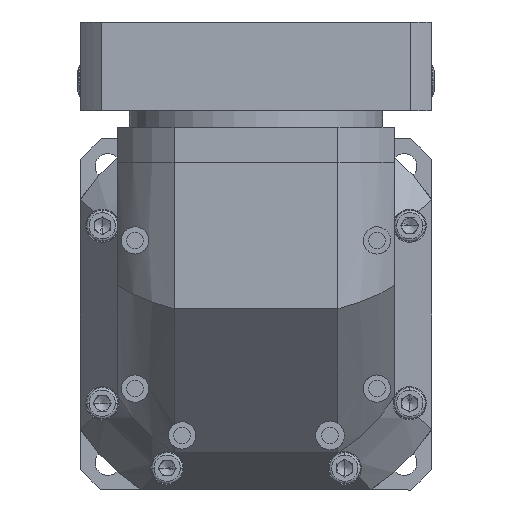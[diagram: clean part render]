
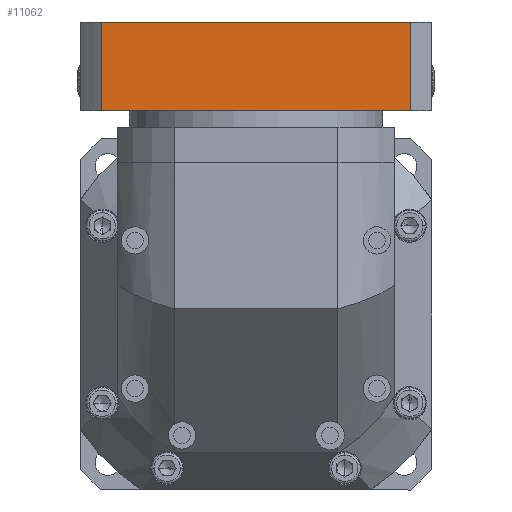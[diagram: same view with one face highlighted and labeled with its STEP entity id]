
A CAD part, left-side view. The second image highlights one B-rep face of the part: STEP entity #11062.
In plain terms, the highlighted planar face has unit normal (-1, 0, 0).
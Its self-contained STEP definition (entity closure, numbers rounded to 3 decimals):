
#20 = DIRECTION ( 'NONE',  ( 1., 0., 0. ) ) ;
#493 = DIRECTION ( 'NONE',  ( 0., 1., 0. ) ) ;
#734 = EDGE_CURVE ( 'NONE', #25066, #25684, #19080, .T. ) ;
#1981 = EDGE_CURVE ( 'NONE', #21066, #18355, #26952, .T. ) ;
#5390 = LINE ( 'NONE', #26545, #17564 ) ;
#5970 = CARTESIAN_POINT ( 'NONE',  ( -253., 0., 150. ) ) ;
#7608 = VECTOR ( 'NONE', #493, 1000. ) ;
#8287 = DIRECTION ( 'NONE',  ( 0., -1., 0. ) ) ;
#9355 = DIRECTION ( 'NONE',  ( 0., 0., -1. ) ) ;
#9849 = CARTESIAN_POINT ( 'NONE',  ( -253., 79.373, 104.5 ) ) ;
#11062 = ADVANCED_FACE ( 'NONE', ( #23153 ), #27548, .F. ) ;
#11256 = LINE ( 'NONE', #25414, #12678 ) ;
#11695 = ORIENTED_EDGE ( 'NONE', *, *, #734, .F. ) ;
#12678 = VECTOR ( 'NONE', #9355, 1000. ) ;
#14195 = CARTESIAN_POINT ( 'NONE',  ( -253., -79.373, 104.5 ) ) ;
#14235 = CARTESIAN_POINT ( 'NONE',  ( -253., -87.617, 104.5 ) ) ;
#16072 = DIRECTION ( 'NONE',  ( 0., -1., 0. ) ) ;
#17328 = AXIS2_PLACEMENT_3D ( 'NONE', #22915, #20, #16072 ) ;
#17564 = VECTOR ( 'NONE', #24221, 1000. ) ;
#18027 = EDGE_CURVE ( 'NONE', #18355, #25066, #11256, .T. ) ;
#18355 = VERTEX_POINT ( 'NONE', #27319 ) ;
#19080 = LINE ( 'NONE', #14235, #7608 ) ;
#20808 = VECTOR ( 'NONE', #8287, 1000. ) ;
#21066 = VERTEX_POINT ( 'NONE', #22907 ) ;
#21297 = ORIENTED_EDGE ( 'NONE', *, *, #18027, .F. ) ;
#22907 = CARTESIAN_POINT ( 'NONE',  ( -253., 79.373, 150. ) ) ;
#22915 = CARTESIAN_POINT ( 'NONE',  ( -253., -87.617, 104.5 ) ) ;
#22982 = EDGE_LOOP ( 'NONE', ( #11695, #21297, #23157, #26138 ) ) ;
#23153 = FACE_OUTER_BOUND ( 'NONE', #22982, .T. ) ;
#23157 = ORIENTED_EDGE ( 'NONE', *, *, #1981, .F. ) ;
#24221 = DIRECTION ( 'NONE',  ( 0., 0., 1. ) ) ;
#25066 = VERTEX_POINT ( 'NONE', #14195 ) ;
#25277 = EDGE_CURVE ( 'NONE', #25684, #21066, #5390, .T. ) ;
#25414 = CARTESIAN_POINT ( 'NONE',  ( -253., -79.373, 150. ) ) ;
#25684 = VERTEX_POINT ( 'NONE', #9849 ) ;
#26138 = ORIENTED_EDGE ( 'NONE', *, *, #25277, .F. ) ;
#26545 = CARTESIAN_POINT ( 'NONE',  ( -253., 79.373, 150. ) ) ;
#26952 = LINE ( 'NONE', #5970, #20808 ) ;
#27319 = CARTESIAN_POINT ( 'NONE',  ( -253., -79.373, 150. ) ) ;
#27548 = PLANE ( 'NONE',  #17328 ) ;
